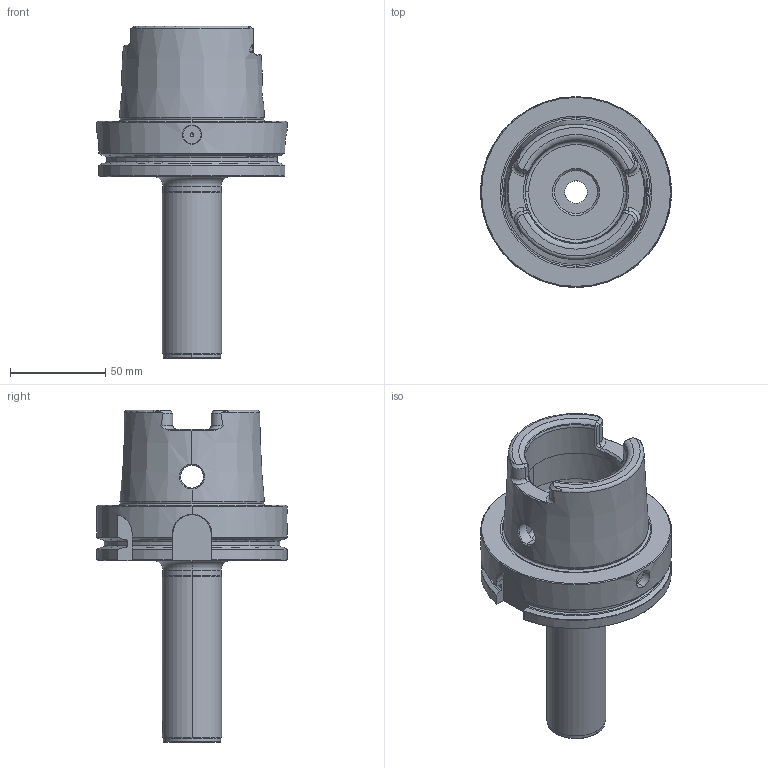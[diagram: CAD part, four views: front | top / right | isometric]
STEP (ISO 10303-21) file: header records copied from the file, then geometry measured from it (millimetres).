
FILE_DESCRIPTION(('no description'),'unknown implementation level');
FILE_NAME('4259E1F7-BA36-4A60-B5E4-DE98B7B0C5C9_export.stp',' ',('CIMSOURCE GmbH'),('CADClick - KiM GmbH - www.kimweb.de'),'unknown preprocess','ACIS','unknown authorization');
FILE_SCHEMA(('automotive_design'));
Length unit declared in the file: millimetre
Products named in the file (2): 324.531 Kaiser HSK-A100xCK3x130|690.433 Kaiser ETL M6 X 8,5 CK3;Schnitt-Linear austragen2; 324.531 Kaiser HSK-A100xCK3x130|324.531 Kaiser HSK-A100xCK3x130;Schnitt-Rotation3
Bounding box: 99.93 x 99.93 x 173.9 mm (x, y, z)
Volume: 310552.6 mm3; surface area: 62451.5 mm2
Topology: 2 solids, 2 shells, 273 faces, 709 edges, 438 vertices
Faces by surface type: cone 85, plane 76, cylinder 60, torus 34, bspline 18
Entity records: 19269 total; most frequent: CARTESIAN_POINT 4962, STYLED_ITEM 1418, PRESENTATION_STYLE_ASSIGNMENT 1418, COLOUR_RGB 1418, ORIENTED_EDGE 1410, DIRECTION 1274, EDGE_CURVE 705, CURVE_STYLE 705
